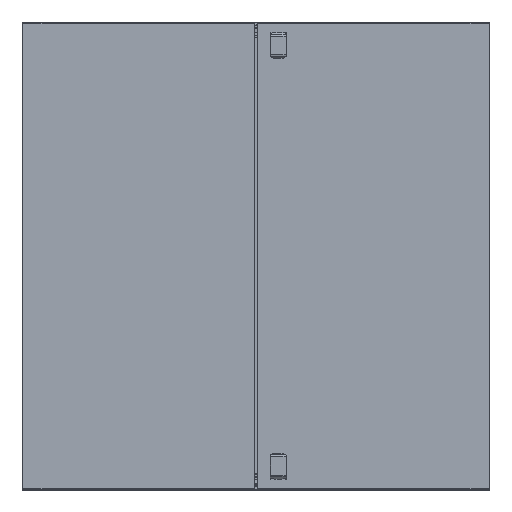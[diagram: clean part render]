
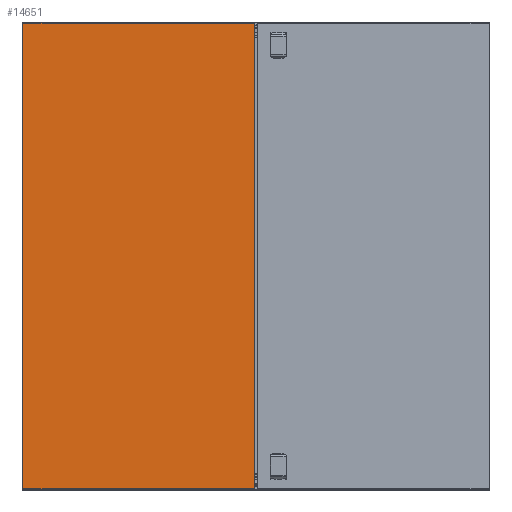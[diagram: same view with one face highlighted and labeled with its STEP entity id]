
A CAD part, top view. The second image highlights one B-rep face of the part: STEP entity #14651.
In plain terms, the highlighted planar face has unit normal (0, 0, 1).
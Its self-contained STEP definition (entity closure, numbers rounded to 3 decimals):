
#1601=LINE('',#24095,#3025);
#1719=LINE('',#24377,#3143);
#1721=LINE('',#24381,#3145);
#1722=LINE('',#24382,#3146);
#3025=VECTOR('',#19618,1000.);
#3143=VECTOR('',#19788,1000.);
#3145=VECTOR('',#19792,1000.);
#3146=VECTOR('',#19793,1000.);
#6661=ORIENTED_EDGE('',*,*,#8973,.T.);
#6662=ORIENTED_EDGE('',*,*,#8840,.F.);
#6663=ORIENTED_EDGE('',*,*,#8974,.F.);
#6664=ORIENTED_EDGE('',*,*,#8971,.T.);
#8840=EDGE_CURVE('',#10325,#10326,#1601,.T.);
#8971=EDGE_CURVE('',#10438,#10437,#1719,.T.);
#8973=EDGE_CURVE('',#10437,#10326,#1721,.T.);
#8974=EDGE_CURVE('',#10438,#10325,#1722,.T.);
#10325=VERTEX_POINT('',#24094);
#10326=VERTEX_POINT('',#24096);
#10437=VERTEX_POINT('',#24376);
#10438=VERTEX_POINT('',#24378);
#11998=EDGE_LOOP('',(#6661,#6662,#6663,#6664));
#13147=FACE_BOUND('',#11998,.T.);
#13826=PLANE('',#16049);
#14651=ADVANCED_FACE('',(#13147),#13826,.F.);
#16049=AXIS2_PLACEMENT_3D('',#24380,#19790,#19791);
#19618=DIRECTION('',(0.,-1.,0.));
#19788=DIRECTION('',(0.,-1.,0.));
#19790=DIRECTION('',(0.,0.,-1.));
#19791=DIRECTION('',(-1.,0.,0.));
#19792=DIRECTION('',(1.,0.,0.));
#19793=DIRECTION('',(1.,0.,0.));
#24094=CARTESIAN_POINT('',(247.5,497.5,0.));
#24095=CARTESIAN_POINT('',(247.5,497.5,0.));
#24096=CARTESIAN_POINT('',(247.5,-497.5,0.));
#24376=CARTESIAN_POINT('',(-247.5,-497.5,0.));
#24377=CARTESIAN_POINT('',(-247.5,497.5,0.));
#24378=CARTESIAN_POINT('',(-247.5,497.5,0.));
#24380=CARTESIAN_POINT('',(-247.5,497.5,0.));
#24381=CARTESIAN_POINT('',(-247.5,-497.5,0.));
#24382=CARTESIAN_POINT('',(-247.5,497.5,0.));
